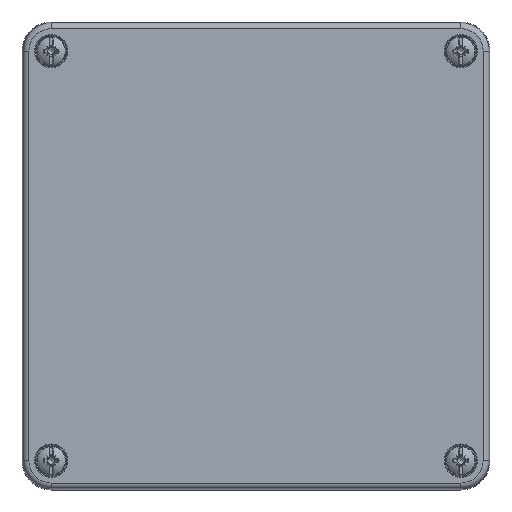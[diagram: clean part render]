
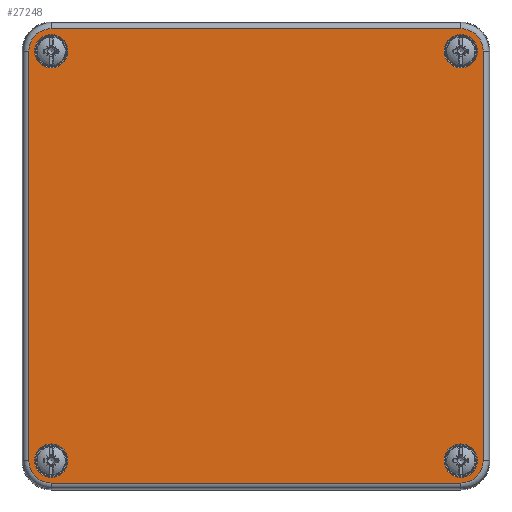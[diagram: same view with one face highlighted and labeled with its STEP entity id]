
A CAD part, top view. The second image highlights one B-rep face of the part: STEP entity #27248.
In plain terms, the highlighted face is planar.
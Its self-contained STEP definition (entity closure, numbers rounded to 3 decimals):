
#1647=FACE_BOUND('',#9300,.T.);
#1648=FACE_BOUND('',#9301,.T.);
#1649=FACE_BOUND('',#9302,.T.);
#1650=FACE_BOUND('',#9303,.T.);
#3368=LINE('',#49015,#5363);
#3369=LINE('',#49019,#5364);
#3370=LINE('',#49023,#5365);
#3371=LINE('',#49027,#5366);
#5363=VECTOR('',#36520,10.);
#5364=VECTOR('',#36523,10.);
#5365=VECTOR('',#36526,10.);
#5366=VECTOR('',#36529,10.);
#6131=PLANE('',#29830);
#7527=FACE_OUTER_BOUND('',#9299,.T.);
#9299=EDGE_LOOP('',(#23943,#23944,#23945,#23946,#23947,#23948,#23949,#23950));
#9300=EDGE_LOOP('',(#23951));
#9301=EDGE_LOOP('',(#23952));
#9302=EDGE_LOOP('',(#23953));
#9303=EDGE_LOOP('',(#23954));
#10670=CIRCLE('',#29828,5.697);
#10672=CIRCLE('',#29831,7.642);
#10673=CIRCLE('',#29832,7.642);
#10674=CIRCLE('',#29833,7.642);
#10675=CIRCLE('',#29834,7.642);
#10676=CIRCLE('',#29835,5.697);
#10677=CIRCLE('',#29836,5.697);
#10678=CIRCLE('',#29837,5.697);
#13069=VERTEX_POINT('',#49009);
#13070=VERTEX_POINT('',#49013);
#13071=VERTEX_POINT('',#49014);
#13072=VERTEX_POINT('',#49016);
#13073=VERTEX_POINT('',#49018);
#13074=VERTEX_POINT('',#49020);
#13075=VERTEX_POINT('',#49022);
#13076=VERTEX_POINT('',#49024);
#13077=VERTEX_POINT('',#49026);
#13078=VERTEX_POINT('',#49029);
#13079=VERTEX_POINT('',#49031);
#13080=VERTEX_POINT('',#49033);
#16752=EDGE_CURVE('',#13069,#13069,#10670,.T.);
#16754=EDGE_CURVE('',#13070,#13071,#3368,.T.);
#16755=EDGE_CURVE('',#13072,#13070,#10672,.T.);
#16756=EDGE_CURVE('',#13073,#13072,#3369,.T.);
#16757=EDGE_CURVE('',#13074,#13073,#10673,.T.);
#16758=EDGE_CURVE('',#13075,#13074,#3370,.T.);
#16759=EDGE_CURVE('',#13076,#13075,#10674,.T.);
#16760=EDGE_CURVE('',#13077,#13076,#3371,.T.);
#16761=EDGE_CURVE('',#13071,#13077,#10675,.T.);
#16762=EDGE_CURVE('',#13078,#13078,#10676,.T.);
#16763=EDGE_CURVE('',#13079,#13079,#10677,.T.);
#16764=EDGE_CURVE('',#13080,#13080,#10678,.T.);
#23943=ORIENTED_EDGE('',*,*,#16754,.F.);
#23944=ORIENTED_EDGE('',*,*,#16755,.F.);
#23945=ORIENTED_EDGE('',*,*,#16756,.F.);
#23946=ORIENTED_EDGE('',*,*,#16757,.F.);
#23947=ORIENTED_EDGE('',*,*,#16758,.F.);
#23948=ORIENTED_EDGE('',*,*,#16759,.F.);
#23949=ORIENTED_EDGE('',*,*,#16760,.F.);
#23950=ORIENTED_EDGE('',*,*,#16761,.F.);
#23951=ORIENTED_EDGE('',*,*,#16762,.F.);
#23952=ORIENTED_EDGE('',*,*,#16763,.F.);
#23953=ORIENTED_EDGE('',*,*,#16764,.F.);
#23954=ORIENTED_EDGE('',*,*,#16752,.F.);
#27248=ADVANCED_FACE('',(#7527,#1647,#1648,#1649,#1650),#6131,.F.);
#29828=AXIS2_PLACEMENT_3D('',#49010,#36514,#36515);
#29830=AXIS2_PLACEMENT_3D('',#49012,#36518,#36519);
#29831=AXIS2_PLACEMENT_3D('',#49017,#36521,#36522);
#29832=AXIS2_PLACEMENT_3D('',#49021,#36524,#36525);
#29833=AXIS2_PLACEMENT_3D('',#49025,#36527,#36528);
#29834=AXIS2_PLACEMENT_3D('',#49028,#36530,#36531);
#29835=AXIS2_PLACEMENT_3D('',#49030,#36532,#36533);
#29836=AXIS2_PLACEMENT_3D('',#49032,#36534,#36535);
#29837=AXIS2_PLACEMENT_3D('',#49034,#36536,#36537);
#36514=DIRECTION('center_axis',(0.,0.,-1.));
#36515=DIRECTION('ref_axis',(1.,0.,0.));
#36518=DIRECTION('center_axis',(0.,0.,1.));
#36519=DIRECTION('ref_axis',(1.,0.,0.));
#36520=DIRECTION('',(1.,0.,0.));
#36521=DIRECTION('center_axis',(0.,0.,1.));
#36522=DIRECTION('ref_axis',(-0.707,-0.707,0.));
#36523=DIRECTION('',(0.,-1.,0.));
#36524=DIRECTION('center_axis',(0.,0.,1.));
#36525=DIRECTION('ref_axis',(-0.707,0.707,0.));
#36526=DIRECTION('',(-1.,0.,0.));
#36527=DIRECTION('center_axis',(0.,0.,1.));
#36528=DIRECTION('ref_axis',(0.707,0.707,0.));
#36529=DIRECTION('',(0.,1.,0.));
#36530=DIRECTION('center_axis',(0.,0.,1.));
#36531=DIRECTION('ref_axis',(0.707,-0.707,0.));
#36532=DIRECTION('center_axis',(0.,0.,-1.));
#36533=DIRECTION('ref_axis',(1.,0.,0.));
#36534=DIRECTION('center_axis',(0.,0.,-1.));
#36535=DIRECTION('ref_axis',(1.,0.,0.));
#36536=DIRECTION('center_axis',(0.,0.,-1.));
#36537=DIRECTION('ref_axis',(1.,0.,0.));
#49009=CARTESIAN_POINT('',(-75.697,70.,-22.5));
#49010=CARTESIAN_POINT('Origin',(-70.,70.,-22.5));
#49012=CARTESIAN_POINT('Origin',(0.,0.,
-22.5));
#49013=CARTESIAN_POINT('',(-70.,-77.642,-22.5));
#49014=CARTESIAN_POINT('',(70.,-77.642,-22.5));
#49015=CARTESIAN_POINT('',(-35.,-77.642,-22.5));
#49016=CARTESIAN_POINT('',(-77.642,-70.,-22.5));
#49017=CARTESIAN_POINT('Origin',(-70.,-70.,-22.5));
#49018=CARTESIAN_POINT('',(-77.642,70.,-22.5));
#49019=CARTESIAN_POINT('',(-77.642,35.,-22.5));
#49020=CARTESIAN_POINT('',(-70.,77.642,-22.5));
#49021=CARTESIAN_POINT('Origin',(-70.,70.,-22.5));
#49022=CARTESIAN_POINT('',(70.,77.642,-22.5));
#49023=CARTESIAN_POINT('',(35.,77.642,-22.5));
#49024=CARTESIAN_POINT('',(77.642,70.,-22.5));
#49025=CARTESIAN_POINT('Origin',(70.,70.,-22.5));
#49026=CARTESIAN_POINT('',(77.642,-70.,-22.5));
#49027=CARTESIAN_POINT('',(77.642,-35.,-22.5));
#49028=CARTESIAN_POINT('Origin',(70.,-70.,-22.5));
#49029=CARTESIAN_POINT('',(-75.697,-70.,-22.5));
#49030=CARTESIAN_POINT('Origin',(-70.,-70.,-22.5));
#49031=CARTESIAN_POINT('',(64.303,70.,-22.5));
#49032=CARTESIAN_POINT('Origin',(70.,70.,-22.5));
#49033=CARTESIAN_POINT('',(64.303,-70.,-22.5));
#49034=CARTESIAN_POINT('Origin',(70.,-70.,-22.5));
